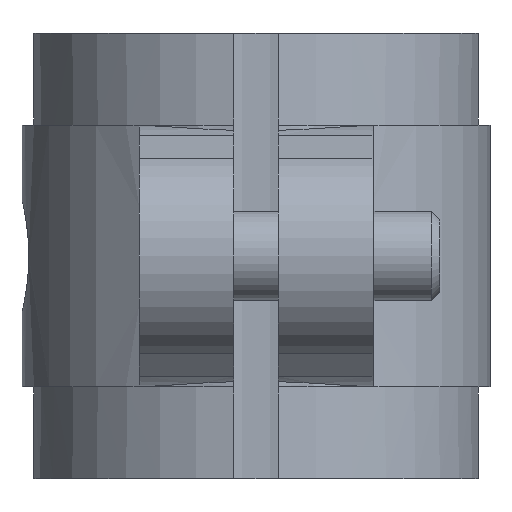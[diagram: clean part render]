
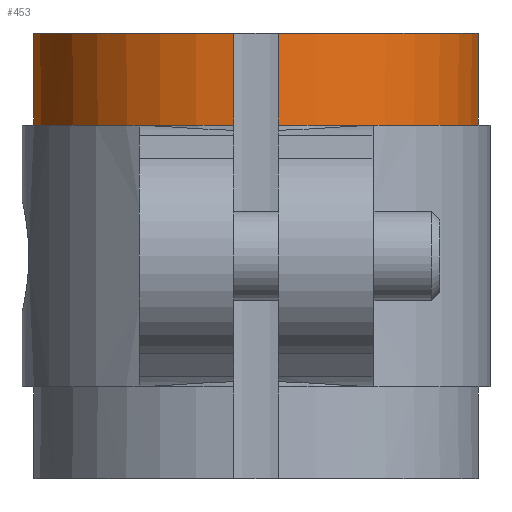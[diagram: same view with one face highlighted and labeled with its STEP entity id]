
A CAD part, left-side view. The second image highlights one B-rep face of the part: STEP entity #453.
In plain terms, the highlighted cylindrical face has radius 20 mm (diameter 40 mm), a partial arc.
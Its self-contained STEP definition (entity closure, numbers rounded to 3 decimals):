
#453 = ADVANCED_FACE( '', ( #970 ), #971, .T. );
#970 = FACE_OUTER_BOUND( '', #1515, .T. );
#971 = CYLINDRICAL_SURFACE( '', #1516, 20. );
#1515 = EDGE_LOOP( '', ( #2838, #2839, #2840, #2841, #2842, #2843, #2844, #2845 ) );
#1516 = AXIS2_PLACEMENT_3D( '', #2846, #2847, #2848 );
#2838 = ORIENTED_EDGE( '', *, *, #3322, .F. );
#2839 = ORIENTED_EDGE( '', *, *, #3192, .T. );
#2840 = ORIENTED_EDGE( '', *, *, #3626, .F. );
#2841 = ORIENTED_EDGE( '', *, *, #3232, .F. );
#2842 = ORIENTED_EDGE( '', *, *, #3166, .T. );
#2843 = ORIENTED_EDGE( '', *, *, #3461, .T. );
#2844 = ORIENTED_EDGE( '', *, *, #3287, .F. );
#2845 = ORIENTED_EDGE( '', *, *, #3338, .F. );
#2846 = CARTESIAN_POINT( '', ( 0., 0., 40. ) );
#2847 = DIRECTION( '', ( 0., 0., 1. ) );
#2848 = DIRECTION( '', ( -1., 0., 0. ) );
#3166 = EDGE_CURVE( '', #3803, #3800, #3804, .T. );
#3192 = EDGE_CURVE( '', #3849, #3850, #3851, .T. );
#3232 = EDGE_CURVE( '', #3803, #3918, #3919, .T. );
#3287 = EDGE_CURVE( '', #4006, #4008, #4009, .T. );
#3322 = EDGE_CURVE( '', #3849, #4066, #4067, .F. );
#3338 = EDGE_CURVE( '', #4066, #4006, #4090, .T. );
#3461 = EDGE_CURVE( '', #3800, #4008, #4280, .T. );
#3626 = EDGE_CURVE( '', #3918, #3850, #4483, .T. );
#3800 = VERTEX_POINT( '', #4715 );
#3803 = VERTEX_POINT( '', #4719 );
#3804 = LINE( '', #4720, #4721 );
#3849 = VERTEX_POINT( '', #4789 );
#3850 = VERTEX_POINT( '', #4790 );
#3851 = CIRCLE( '', #4791, 20. );
#3918 = VERTEX_POINT( '', #4901 );
#3919 = CIRCLE( '', #4902, 20. );
#4006 = VERTEX_POINT( '', #5021 );
#4008 = VERTEX_POINT( '', #5024 );
#4009 = LINE( '', #5025, #5026 );
#4066 = VERTEX_POINT( '', #5111 );
#4067 = LINE( '', #5112, #5113 );
#4090 = CIRCLE( '', #5156, 20. );
#4280 = CIRCLE( '', #5543, 20. );
#4483 = LINE( '', #5851, #5852 );
#4715 = CARTESIAN_POINT( '', ( 16.184, 11.75, 31.75 ) );
#4719 = CARTESIAN_POINT( '', ( 16.184, 11.75, 32.75 ) );
#4720 = CARTESIAN_POINT( '', ( 16.184, 11.75, 40. ) );
#4721 = VECTOR( '', #5994, 1000. );
#4789 = CARTESIAN_POINT( '', ( -19.9, -2., 31.75 ) );
#4790 = CARTESIAN_POINT( '', ( 16.184, -11.75, 31.75 ) );
#4791 = AXIS2_PLACEMENT_3D( '', #6024, #6025, #6026 );
#4901 = CARTESIAN_POINT( '', ( 16.184, -11.75, 32.75 ) );
#4902 = AXIS2_PLACEMENT_3D( '', #6080, #6081, #6082 );
#5021 = CARTESIAN_POINT( '', ( -19.9, 2., 40. ) );
#5024 = CARTESIAN_POINT( '', ( -19.9, 2., 31.75 ) );
#5025 = CARTESIAN_POINT( '', ( -19.9, 2., 40. ) );
#5026 = VECTOR( '', #6149, 1000. );
#5111 = CARTESIAN_POINT( '', ( -19.9, -2., 40. ) );
#5112 = CARTESIAN_POINT( '', ( -19.9, -2., 40. ) );
#5113 = VECTOR( '', #6194, 1000. );
#5156 = AXIS2_PLACEMENT_3D( '', #6214, #6215, #6216 );
#5543 = AXIS2_PLACEMENT_3D( '', #6337, #6338, #6339 );
#5851 = CARTESIAN_POINT( '', ( 16.184, -11.75, 40. ) );
#5852 = VECTOR( '', #6498, 1000. );
#5994 = DIRECTION( '', ( 0., 0., -1. ) );
#6024 = CARTESIAN_POINT( '', ( 0., 0., 31.75 ) );
#6025 = DIRECTION( '', ( 0., 0., 1. ) );
#6026 = DIRECTION( '', ( 1., 0., 0. ) );
#6080 = CARTESIAN_POINT( '', ( 0., 0., 32.75 ) );
#6081 = DIRECTION( '', ( 0., 0., -1. ) );
#6082 = DIRECTION( '', ( -1., 0., 0. ) );
#6149 = DIRECTION( '', ( 0., 0., -1. ) );
#6194 = DIRECTION( '', ( 0., 0., -1. ) );
#6214 = CARTESIAN_POINT( '', ( 0., 0., 40. ) );
#6215 = DIRECTION( '', ( 0., 0., 1. ) );
#6216 = DIRECTION( '', ( 1., 0., 0. ) );
#6337 = CARTESIAN_POINT( '', ( 0., 0., 31.75 ) );
#6338 = DIRECTION( '', ( 0., 0., 1. ) );
#6339 = DIRECTION( '', ( 1., 0., 0. ) );
#6498 = DIRECTION( '', ( 0., 0., -1. ) );
